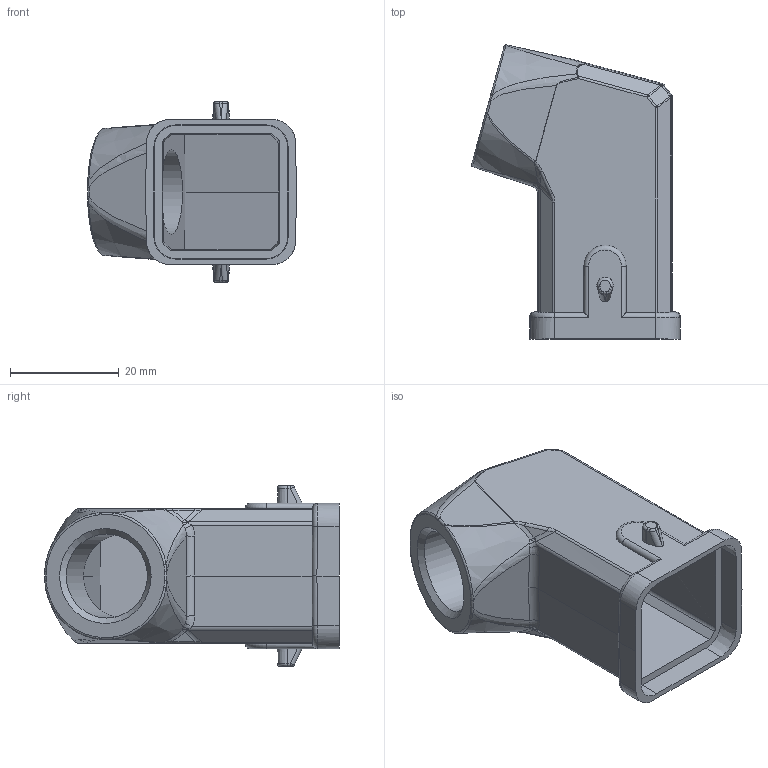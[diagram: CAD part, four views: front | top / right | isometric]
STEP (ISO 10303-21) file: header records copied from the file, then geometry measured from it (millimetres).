
FILE_DESCRIPTION(/* description */ (''),/* implementation_level */ '2;1');
FILE_NAME(/* name */ 'H3A-SE-2B-XXX.stp',/* time_stamp */ '2020-07-15T09:54:32+08:00',/* author */ (''),/* organization */ (''),/* preprocessor_version */ 'ST-DEVELOPER v16',/* originating_system */ 'SIEMENS PLM Software NX 10.0',/* authorisation */ '');
FILE_SCHEMA (('AUTOMOTIVE_DESIGN { 1 0 10303 214 3 1 1 1 }'));
Length unit declared in the file: millimetre
Products named in the file (1): Admi17405943hh7m
Bounding box: 38.5 x 54.25 x 33.34 mm (x, y, z)
Volume: 11405.9 mm3; surface area: 10684.4 mm2
Topology: 1 solids, 1 shells, 232 faces, 560 edges, 333 vertices
Faces by surface type: cylinder 85, plane 63, bspline 40, sphere 21, cone 11, torus 8, revolution 4
Full cylindrical faces by diameter (mm): 3 x1, 6.064 x1, 15.5 x1
Entity records: 8837 total; most frequent: CARTESIAN_POINT 3882, ORIENTED_EDGE 1106, DIRECTION 877, EDGE_CURVE 553, VERTEX_POINT 330, AXIS2_PLACEMENT_3D 326, EDGE_LOOP 243, ADVANCED_FACE 232
